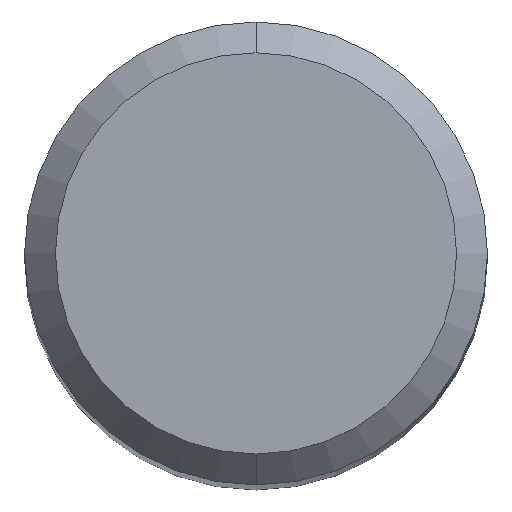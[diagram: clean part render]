
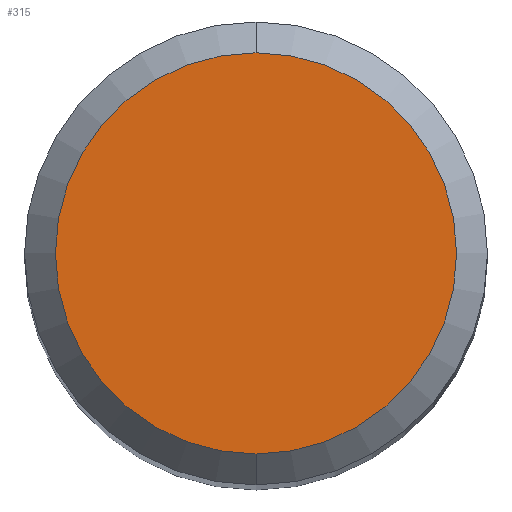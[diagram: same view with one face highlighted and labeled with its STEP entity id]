
A CAD part, top view. The second image highlights one B-rep face of the part: STEP entity #315.
In plain terms, the highlighted planar face has unit normal (0, 0, 1).
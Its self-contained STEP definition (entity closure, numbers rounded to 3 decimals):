
#315=ADVANCED_FACE('',(#879),#880,.T.);
#391=VERTEX_POINT('',#965);
#569=EDGE_CURVE('',#391,#753,#1160,.T.);
#607=EDGE_CURVE('',#753,#391,#1201,.T.);
#753=VERTEX_POINT('',#1359);
#879=FACE_OUTER_BOUND('',#1489,.T.);
#880=PLANE('',#1490);
#965=CARTESIAN_POINT('',(0.,-2.6,0.0));
#1160=CIRCLE('',#3592,2.6);
#1201=CIRCLE('',#3727,2.6);
#1359=CARTESIAN_POINT('',(0.0,2.6,0.0));
#1489=EDGE_LOOP('',(#5042,#5043));
#1490=AXIS2_PLACEMENT_3D('',#5044,#5045,#5046);
#3592=AXIS2_PLACEMENT_3D('',#5354,#5355,#5356);
#3727=AXIS2_PLACEMENT_3D('',#5400,#5401,#5402);
#5042=ORIENTED_EDGE('',*,*,#607,.F.);
#5043=ORIENTED_EDGE('',*,*,#569,.F.);
#5044=CARTESIAN_POINT('',(0.0,1.3,0.0));
#5045=DIRECTION('',(-0.0,0.0,1.0));
#5046=DIRECTION('',(0.0,-1.0,0.0));
#5354=CARTESIAN_POINT('',(0.0,0.0,0.0));
#5355=DIRECTION('',(0.0,0.0,-1.0));
#5356=DIRECTION('',(0.0,1.0,0.0));
#5400=CARTESIAN_POINT('',(0.0,0.0,0.0));
#5401=DIRECTION('',(0.0,0.0,-1.0));
#5402=DIRECTION('',(0.0,1.0,0.0));
